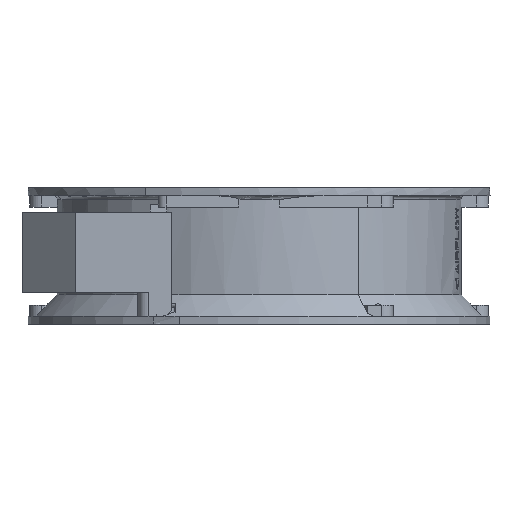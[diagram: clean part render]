
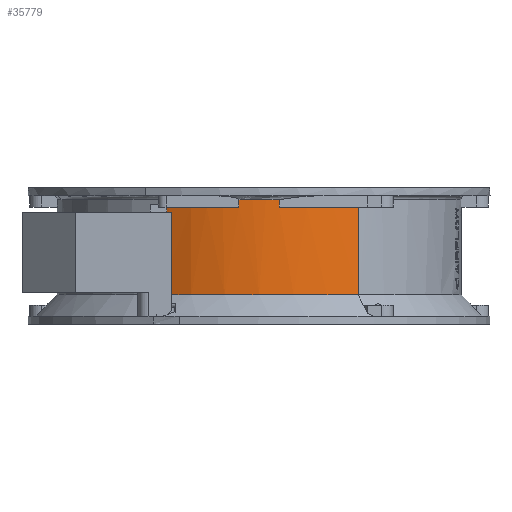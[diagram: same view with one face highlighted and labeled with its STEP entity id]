
A CAD part, front view. The second image highlights one B-rep face of the part: STEP entity #35779.
In plain terms, the highlighted cylindrical face has radius 75.25 mm (diameter 150.5 mm), a partial arc.
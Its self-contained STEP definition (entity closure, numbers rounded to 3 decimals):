
#144 = LINE ( 'NONE', #39080, #28088 ) ;
#160 = VECTOR ( 'NONE', #28489, 1000. ) ;
#1191 = DIRECTION ( 'NONE',  ( -0.337, -0.942, 0. ) ) ;
#1584 = DIRECTION ( 'NONE',  ( -0.963, 0.268, 0. ) ) ;
#2045 = VERTEX_POINT ( 'NONE', #37413 ) ;
#3639 = ORIENTED_EDGE ( 'NONE', *, *, #20418, .T. ) ;
#4591 = CIRCLE ( 'NONE', #17611, 75.25 ) ;
#4620 = AXIS2_PLACEMENT_3D ( 'NONE', #20659, #20529, #1584 ) ;
#5168 = CARTESIAN_POINT ( 'NONE',  ( 60.745, -27.68, -9.156 ) ) ;
#6215 = CARTESIAN_POINT ( 'NONE',  ( 86.068, 43.181, -6.356 ) ) ;
#6330 = DIRECTION ( 'NONE',  ( 0., 0., 1. ) ) ;
#6346 = DIRECTION ( 'NONE',  ( 0., 0., -1. ) ) ;
#6613 = CARTESIAN_POINT ( 'NONE',  ( 49.064, -22.342, -41.856 ) ) ;
#6675 = ORIENTED_EDGE ( 'NONE', *, *, #9142, .T. ) ;
#6720 = CARTESIAN_POINT ( 'NONE',  ( 86.068, 43.181, -9.156 ) ) ;
#7769 = CARTESIAN_POINT ( 'NONE',  ( 78.575, -31.695, -9.156 ) ) ;
#8084 = EDGE_CURVE ( 'NONE', #15010, #31612, #9615, .T. ) ;
#8190 = CYLINDRICAL_SURFACE ( 'NONE', #4620, 75.25 ) ;
#8716 = CIRCLE ( 'NONE', #32666, 75.25 ) ;
#8746 = VERTEX_POINT ( 'NONE', #5168 ) ;
#9142 = EDGE_CURVE ( 'NONE', #29803, #2045, #16036, .T. ) ;
#9413 = CIRCLE ( 'NONE', #31448, 75.25 ) ;
#9522 = CARTESIAN_POINT ( 'NONE',  ( 78.575, -31.695, -6.356 ) ) ;
#9615 = LINE ( 'NONE', #35015, #160 ) ;
#9867 = LINE ( 'NONE', #6613, #40745 ) ;
#10228 = AXIS2_PLACEMENT_3D ( 'NONE', #14266, #11204, #14400 ) ;
#10343 = DIRECTION ( 'NONE',  ( 0., 0., 1. ) ) ;
#10616 = DIRECTION ( 'NONE',  ( -0.337, -0.942, 0. ) ) ;
#10946 = ORIENTED_EDGE ( 'NONE', *, *, #19994, .T. ) ;
#11155 = CARTESIAN_POINT ( 'NONE',  ( 93.561, -31.695, -9.156 ) ) ;
#11204 = DIRECTION ( 'NONE',  ( 0., 0., -1. ) ) ;
#11358 = CARTESIAN_POINT ( 'NONE',  ( 49.064, -22.342, -41.856 ) ) ;
#12224 = EDGE_LOOP ( 'NONE', ( #25038, #10946, #14441, #32455, #6675, #30791, #34391, #3639, #26247, #37805 ) ) ;
#13411 = DIRECTION ( 'NONE',  ( 0., 0., 1. ) ) ;
#13821 = VERTEX_POINT ( 'NONE', #28987 ) ;
#14259 = DIRECTION ( 'NONE',  ( 0., 0., 1. ) ) ;
#14266 = CARTESIAN_POINT ( 'NONE',  ( 86.068, 43.181, -41.856 ) ) ;
#14400 = DIRECTION ( 'NONE',  ( 0.492, -0.871, 0. ) ) ;
#14441 = ORIENTED_EDGE ( 'NONE', *, *, #26669, .F. ) ;
#15010 = VERTEX_POINT ( 'NONE', #11155 ) ;
#15149 = CARTESIAN_POINT ( 'NONE',  ( 123.071, -22.342, -41.856 ) ) ;
#15935 = CARTESIAN_POINT ( 'NONE',  ( 60.745, -27.68, -6.356 ) ) ;
#16036 = LINE ( 'NONE', #15149, #30533 ) ;
#17129 = VERTEX_POINT ( 'NONE', #24496 ) ;
#17611 = AXIS2_PLACEMENT_3D ( 'NONE', #6215, #6346, #28254 ) ;
#18105 = CIRCLE ( 'NONE', #20773, 75.25 ) ;
#19994 = EDGE_CURVE ( 'NONE', #37155, #17129, #18105, .T. ) ;
#20147 = DIRECTION ( 'NONE',  ( 0., 0., 1. ) ) ;
#20418 = EDGE_CURVE ( 'NONE', #31612, #20871, #4591, .T. ) ;
#20529 = DIRECTION ( 'NONE',  ( 0., 0., 1. ) ) ;
#20659 = CARTESIAN_POINT ( 'NONE',  ( 86.068, 43.181, -41.856 ) ) ;
#20773 = AXIS2_PLACEMENT_3D ( 'NONE', #22579, #29015, #10616 ) ;
#20815 = VECTOR ( 'NONE', #10343, 1000. ) ;
#20871 = VERTEX_POINT ( 'NONE', #9522 ) ;
#21558 = DIRECTION ( 'NONE',  ( 0., 0., 1. ) ) ;
#22579 = CARTESIAN_POINT ( 'NONE',  ( 86.068, 43.181, -6.356 ) ) ;
#22676 = FACE_OUTER_BOUND ( 'NONE', #12224, .T. ) ;
#24496 = CARTESIAN_POINT ( 'NONE',  ( 49.064, -22.342, -6.356 ) ) ;
#25038 = ORIENTED_EDGE ( 'NONE', *, *, #37510, .T. ) ;
#25565 = EDGE_CURVE ( 'NONE', #29803, #34680, #33368, .T. ) ;
#26247 = ORIENTED_EDGE ( 'NONE', *, *, #33086, .F. ) ;
#26669 = EDGE_CURVE ( 'NONE', #34680, #17129, #9867, .T. ) ;
#27283 = CARTESIAN_POINT ( 'NONE',  ( 123.071, -22.342, -41.856 ) ) ;
#28088 = VECTOR ( 'NONE', #20147, 1000. ) ;
#28254 = DIRECTION ( 'NONE',  ( 0.1, -0.995, 0. ) ) ;
#28489 = DIRECTION ( 'NONE',  ( 0., 0., 1. ) ) ;
#28987 = CARTESIAN_POINT ( 'NONE',  ( 78.575, -31.695, -9.156 ) ) ;
#29015 = DIRECTION ( 'NONE',  ( 0., 0., -1. ) ) ;
#29111 = EDGE_CURVE ( 'NONE', #15010, #2045, #9413, .T. ) ;
#29172 = DIRECTION ( 'NONE',  ( 0.1, -0.995, 0. ) ) ;
#29803 = VERTEX_POINT ( 'NONE', #27283 ) ;
#30533 = VECTOR ( 'NONE', #21558, 1000. ) ;
#30791 = ORIENTED_EDGE ( 'NONE', *, *, #29111, .F. ) ;
#31448 = AXIS2_PLACEMENT_3D ( 'NONE', #6720, #13411, #29172 ) ;
#31612 = VERTEX_POINT ( 'NONE', #34701 ) ;
#32455 = ORIENTED_EDGE ( 'NONE', *, *, #25565, .F. ) ;
#32666 = AXIS2_PLACEMENT_3D ( 'NONE', #39322, #14259, #1191 ) ;
#33086 = EDGE_CURVE ( 'NONE', #13821, #20871, #37767, .T. ) ;
#33368 = CIRCLE ( 'NONE', #10228, 75.25 ) ;
#34391 = ORIENTED_EDGE ( 'NONE', *, *, #8084, .T. ) ;
#34680 = VERTEX_POINT ( 'NONE', #11358 ) ;
#34701 = CARTESIAN_POINT ( 'NONE',  ( 93.561, -31.695, -6.356 ) ) ;
#35015 = CARTESIAN_POINT ( 'NONE',  ( 93.561, -31.695, -9.156 ) ) ;
#35762 = EDGE_CURVE ( 'NONE', #8746, #13821, #8716, .T. ) ;
#35779 = ADVANCED_FACE ( 'NONE', ( #22676 ), #8190, .T. ) ;
#37155 = VERTEX_POINT ( 'NONE', #15935 ) ;
#37413 = CARTESIAN_POINT ( 'NONE',  ( 123.071, -22.342, -9.156 ) ) ;
#37510 = EDGE_CURVE ( 'NONE', #8746, #37155, #144, .T. ) ;
#37767 = LINE ( 'NONE', #7769, #20815 ) ;
#37805 = ORIENTED_EDGE ( 'NONE', *, *, #35762, .F. ) ;
#39080 = CARTESIAN_POINT ( 'NONE',  ( 60.745, -27.68, -9.156 ) ) ;
#39322 = CARTESIAN_POINT ( 'NONE',  ( 86.068, 43.181, -9.156 ) ) ;
#40745 = VECTOR ( 'NONE', #6330, 1000. ) ;
